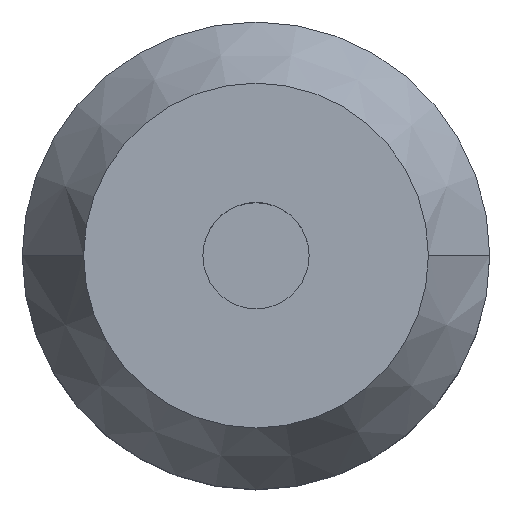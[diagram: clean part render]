
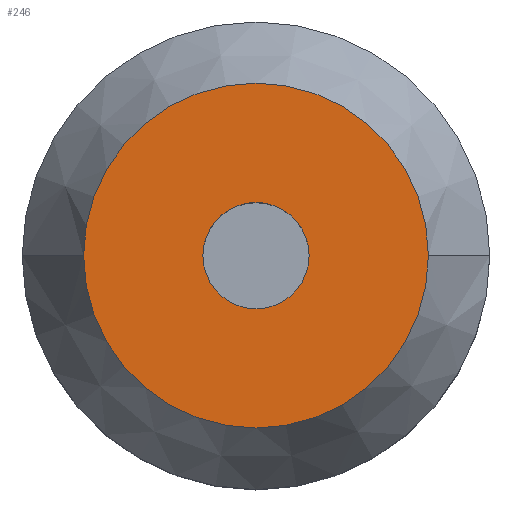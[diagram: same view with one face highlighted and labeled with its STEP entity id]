
A CAD part, top view. The second image highlights one B-rep face of the part: STEP entity #246.
In plain terms, the highlighted planar face has unit normal (0, 0, 1).
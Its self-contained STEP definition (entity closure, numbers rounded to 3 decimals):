
#12 = PLANE ( 'NONE',  #281 ) ;
#38 = EDGE_CURVE ( 'NONE', #360, #39, #88, .T. ) ;
#39 = VERTEX_POINT ( 'NONE', #329 ) ;
#43 = DIRECTION ( 'NONE',  ( 0., 0., 1. ) ) ;
#58 = CARTESIAN_POINT ( 'NONE',  ( 2.5, 0., 17. ) ) ;
#61 = CARTESIAN_POINT ( 'NONE',  ( -8.113, 0., 17. ) ) ;
#80 = VERTEX_POINT ( 'NONE', #92 ) ;
#88 = CIRCLE ( 'NONE', #323, 8.113 ) ;
#90 = DIRECTION ( 'NONE',  ( 1., 0., 0. ) ) ;
#92 = CARTESIAN_POINT ( 'NONE',  ( -2.5, 0., 17. ) ) ;
#110 = DIRECTION ( 'NONE',  ( 0., 0., 1. ) ) ;
#123 = ORIENTED_EDGE ( 'NONE', *, *, #276, .F. ) ;
#140 = CARTESIAN_POINT ( 'NONE',  ( 0., 0., 17. ) ) ;
#145 = CARTESIAN_POINT ( 'NONE',  ( 0., 0., 17. ) ) ;
#159 = ORIENTED_EDGE ( 'NONE', *, *, #285, .F. ) ;
#172 = CIRCLE ( 'NONE', #325, 2.5 ) ;
#208 = ORIENTED_EDGE ( 'NONE', *, *, #345, .T. ) ;
#216 = CARTESIAN_POINT ( 'NONE',  ( 0., 0., 17. ) ) ;
#228 = CARTESIAN_POINT ( 'NONE',  ( 2.5, 0., 17. ) ) ;
#237 = AXIS2_PLACEMENT_3D ( 'NONE', #216, #331, #264 ) ;
#246 = ADVANCED_FACE ( 'NONE', ( #451, #297 ), #12, .T. ) ;
#255 = CIRCLE ( 'NONE', #237, 8.113 ) ;
#264 = DIRECTION ( 'NONE',  ( 1., 0., 0. ) ) ;
#267 = AXIS2_PLACEMENT_3D ( 'NONE', #271, #339, #424 ) ;
#270 = DIRECTION ( 'NONE',  ( 1., 0., 0. ) ) ;
#271 = CARTESIAN_POINT ( 'NONE',  ( 0., 0., 17. ) ) ;
#276 = EDGE_CURVE ( 'NONE', #497, #80, #499, .T. ) ;
#281 = AXIS2_PLACEMENT_3D ( 'NONE', #228, #110, #419 ) ;
#285 = EDGE_CURVE ( 'NONE', #80, #497, #172, .T. ) ;
#297 = FACE_BOUND ( 'NONE', #468, .T. ) ;
#323 = AXIS2_PLACEMENT_3D ( 'NONE', #140, #43, #90 ) ;
#325 = AXIS2_PLACEMENT_3D ( 'NONE', #145, #335, #270 ) ;
#329 = CARTESIAN_POINT ( 'NONE',  ( 8.113, 0., 17. ) ) ;
#331 = DIRECTION ( 'NONE',  ( 0., 0., 1. ) ) ;
#335 = DIRECTION ( 'NONE',  ( 0., 0., 1. ) ) ;
#339 = DIRECTION ( 'NONE',  ( 0., 0., 1. ) ) ;
#345 = EDGE_CURVE ( 'NONE', #39, #360, #255, .T. ) ;
#360 = VERTEX_POINT ( 'NONE', #61 ) ;
#364 = EDGE_LOOP ( 'NONE', ( #456, #208 ) ) ;
#419 = DIRECTION ( 'NONE',  ( 1., 0., 0. ) ) ;
#424 = DIRECTION ( 'NONE',  ( 1., 0., 0. ) ) ;
#451 = FACE_OUTER_BOUND ( 'NONE', #364, .T. ) ;
#456 = ORIENTED_EDGE ( 'NONE', *, *, #38, .T. ) ;
#468 = EDGE_LOOP ( 'NONE', ( #123, #159 ) ) ;
#497 = VERTEX_POINT ( 'NONE', #58 ) ;
#499 = CIRCLE ( 'NONE', #267, 2.5 ) ;
